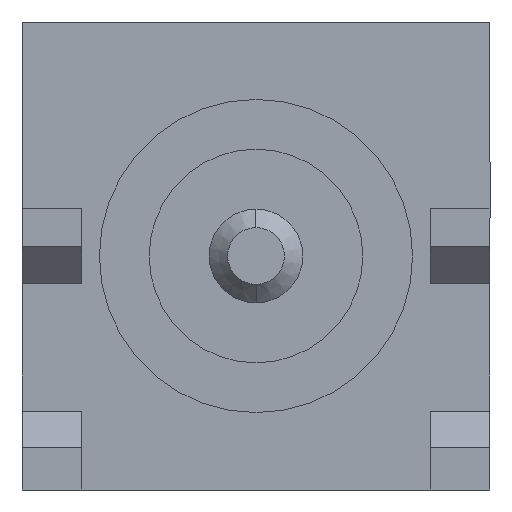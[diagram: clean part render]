
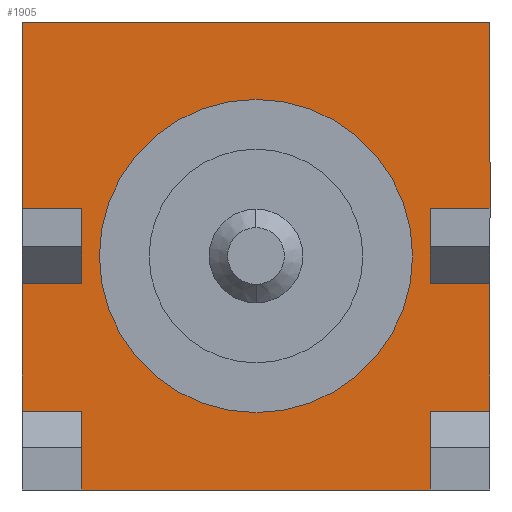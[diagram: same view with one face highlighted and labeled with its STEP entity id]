
A CAD part, front view. The second image highlights one B-rep face of the part: STEP entity #1905.
In plain terms, the highlighted planar face has unit normal (0, -1, 0).
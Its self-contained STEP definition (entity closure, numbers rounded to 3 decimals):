
#285 = DIRECTION ( 'NONE',  ( 0., 0., 1. ) ) ;
#286 = DIRECTION ( 'NONE',  ( 0., 1., 0. ) ) ;
#287 = CARTESIAN_POINT ( 'NONE',  ( 0., 2.08, -6.36 ) ) ;
#288 = AXIS2_PLACEMENT_3D ( 'NONE', #287, #286, #285 ) ;
#289 = CIRCLE ( 'NONE', #288, 2.125 ) ;
#305 = CARTESIAN_POINT ( 'NONE',  ( -2.365, 2.08, -6.735 ) ) ;
#306 = DIRECTION ( 'NONE',  ( 1., 0., 0. ) ) ;
#307 = VECTOR ( 'NONE', #306, 1000. ) ;
#308 = CARTESIAN_POINT ( 'NONE',  ( 3.175, 2.08, -3.185 ) ) ;
#309 = LINE ( 'NONE', #308, #307 ) ;
#310 = DIRECTION ( 'NONE',  ( 0., 0., 1. ) ) ;
#311 = DIRECTION ( 'NONE',  ( 0., 1., 0. ) ) ;
#312 = CARTESIAN_POINT ( 'NONE',  ( 3.175, 2.08, -9.535 ) ) ;
#313 = AXIS2_PLACEMENT_3D ( 'NONE', #312, #311, #310 ) ;
#314 = PLANE ( 'NONE',  #313 ) ;
#315 = FACE_BOUND ( 'NONE', #1733, .T. ) ;
#316 = FACE_OUTER_BOUND ( 'NONE', #1906, .T. ) ;
#321 = DIRECTION ( 'NONE',  ( 0., 0., 1. ) ) ;
#322 = VECTOR ( 'NONE', #321, 1000. ) ;
#323 = CARTESIAN_POINT ( 'NONE',  ( -3.175, 2.08, -3.185 ) ) ;
#324 = LINE ( 'NONE', #323, #322 ) ;
#331 = DIRECTION ( 'NONE',  ( 1., 0., 0. ) ) ;
#332 = VECTOR ( 'NONE', #331, 1000. ) ;
#333 = CARTESIAN_POINT ( 'NONE',  ( -2.365, 2.08, -5.715 ) ) ;
#334 = LINE ( 'NONE', #333, #332 ) ;
#335 = CARTESIAN_POINT ( 'NONE',  ( -2.365, 2.08, -5.715 ) ) ;
#336 = CARTESIAN_POINT ( 'NONE',  ( -3.175, 2.08, -5.715 ) ) ;
#382 = CARTESIAN_POINT ( 'NONE',  ( -2.365, 2.08, -9.535 ) ) ;
#383 = DIRECTION ( 'NONE',  ( 0., 0., -1. ) ) ;
#384 = VECTOR ( 'NONE', #383, 1000. ) ;
#385 = CARTESIAN_POINT ( 'NONE',  ( -2.365, 2.08, -8.465 ) ) ;
#386 = LINE ( 'NONE', #385, #384 ) ;
#387 = CARTESIAN_POINT ( 'NONE',  ( -2.365, 2.08, -8.465 ) ) ;
#388 = CARTESIAN_POINT ( 'NONE',  ( -3.175, 2.08, -8.465 ) ) ;
#389 = DIRECTION ( 'NONE',  ( 1., 0., 0. ) ) ;
#390 = VECTOR ( 'NONE', #389, 1000. ) ;
#391 = CARTESIAN_POINT ( 'NONE',  ( -2.365, 2.08, -8.465 ) ) ;
#392 = LINE ( 'NONE', #391, #390 ) ;
#524 = DIRECTION ( 'NONE',  ( 0., 0., -1. ) ) ;
#525 = VECTOR ( 'NONE', #524, 1000. ) ;
#526 = CARTESIAN_POINT ( 'NONE',  ( -2.365, 2.08, -6.735 ) ) ;
#527 = LINE ( 'NONE', #526, #525 ) ;
#1541 = VERTEX_POINT ( 'NONE', #2661 ) ;
#1546 = VERTEX_POINT ( 'NONE', #2666 ) ;
#1547 = EDGE_CURVE ( 'NONE', #1546, #1541, #2684, .T. ) ;
#1612 = ORIENTED_EDGE ( 'NONE', *, *, #1613, .T. ) ;
#1613 = EDGE_CURVE ( 'NONE', #1635, #1614, #2941, .T. ) ;
#1614 = VERTEX_POINT ( 'NONE', #2937 ) ;
#1615 = ORIENTED_EDGE ( 'NONE', *, *, #1616, .T. ) ;
#1616 = EDGE_CURVE ( 'NONE', #1614, #1617, #2936, .T. ) ;
#1617 = VERTEX_POINT ( 'NONE', #2932 ) ;
#1618 = ORIENTED_EDGE ( 'NONE', *, *, #1619, .F. ) ;
#1619 = EDGE_CURVE ( 'NONE', #1728, #1617, #2931, .T. ) ;
#1620 = ORIENTED_EDGE ( 'NONE', *, *, #1621, .T. ) ;
#1621 = EDGE_CURVE ( 'NONE', #1910, #1730, #2927, .T. ) ;
#1622 = EDGE_CURVE ( 'NONE', #1623, #1919, #2923, .T. ) ;
#1623 = VERTEX_POINT ( 'NONE', #2919 ) ;
#1624 = ORIENTED_EDGE ( 'NONE', *, *, #1625, .T. ) ;
#1625 = EDGE_CURVE ( 'NONE', #1623, #1626, #2918, .T. ) ;
#1626 = VERTEX_POINT ( 'NONE', #2914 ) ;
#1627 = ORIENTED_EDGE ( 'NONE', *, *, #1628, .T. ) ;
#1628 = EDGE_CURVE ( 'NONE', #1626, #1629, #2825, .T. ) ;
#1629 = VERTEX_POINT ( 'NONE', #2821 ) ;
#1630 = ORIENTED_EDGE ( 'NONE', *, *, #1631, .F. ) ;
#1631 = EDGE_CURVE ( 'NONE', #1632, #1629, #2820, .T. ) ;
#1632 = VERTEX_POINT ( 'NONE', #2816 ) ;
#1633 = ORIENTED_EDGE ( 'NONE', *, *, #1634, .T. ) ;
#1634 = EDGE_CURVE ( 'NONE', #1632, #1635, #2815, .T. ) ;
#1635 = VERTEX_POINT ( 'NONE', #2886 ) ;
#1728 = VERTEX_POINT ( 'NONE', #3201 ) ;
#1729 = VERTEX_POINT ( 'NONE', #3197 ) ;
#1730 = VERTEX_POINT ( 'NONE', #3196 ) ;
#1731 = ORIENTED_EDGE ( 'NONE', *, *, #1732, .F. ) ;
#1732 = EDGE_CURVE ( 'NONE', #1915, #1730, #3021, .T. ) ;
#1733 = EDGE_LOOP ( 'NONE', ( #1843, #1846 ) ) ;
#1835 = EDGE_CURVE ( 'NONE', #1541, #1546, #289, .T. ) ;
#1843 = ORIENTED_EDGE ( 'NONE', *, *, #1547, .T. ) ;
#1846 = ORIENTED_EDGE ( 'NONE', *, *, #1835, .T. ) ;
#1892 = VERTEX_POINT ( 'NONE', #336 ) ;
#1893 = ORIENTED_EDGE ( 'NONE', *, *, #1895, .T. ) ;
#1894 = VERTEX_POINT ( 'NONE', #335 ) ;
#1895 = EDGE_CURVE ( 'NONE', #1892, #1894, #334, .T. ) ;
#1902 = ORIENTED_EDGE ( 'NONE', *, *, #1903, .F. ) ;
#1903 = EDGE_CURVE ( 'NONE', #1892, #1729, #324, .T. ) ;
#1905 = ADVANCED_FACE ( 'NONE', ( #316, #315 ), #314, .F. ) ;
#1906 = EDGE_LOOP ( 'NONE', ( #1907, #1917, #2002, #1624, #1627, #1630, #1633, #1612, #1615, #1618, #1908, #1902, #1893, #2008, #1620, #1731 ) ) ;
#1907 = ORIENTED_EDGE ( 'NONE', *, *, #1914, .T. ) ;
#1908 = ORIENTED_EDGE ( 'NONE', *, *, #1909, .F. ) ;
#1909 = EDGE_CURVE ( 'NONE', #1729, #1728, #309, .T. ) ;
#1910 = VERTEX_POINT ( 'NONE', #305 ) ;
#1914 = EDGE_CURVE ( 'NONE', #1915, #1916, #392, .T. ) ;
#1915 = VERTEX_POINT ( 'NONE', #388 ) ;
#1916 = VERTEX_POINT ( 'NONE', #387 ) ;
#1917 = ORIENTED_EDGE ( 'NONE', *, *, #1918, .T. ) ;
#1918 = EDGE_CURVE ( 'NONE', #1916, #1919, #386, .T. ) ;
#1919 = VERTEX_POINT ( 'NONE', #382 ) ;
#2002 = ORIENTED_EDGE ( 'NONE', *, *, #1622, .F. ) ;
#2007 = EDGE_CURVE ( 'NONE', #1894, #1910, #527, .T. ) ;
#2008 = ORIENTED_EDGE ( 'NONE', *, *, #2007, .T. ) ;
#2661 = CARTESIAN_POINT ( 'NONE',  ( 0., 2.08, -4.235 ) ) ;
#2665 = CARTESIAN_POINT ( 'NONE',  ( 0., 2.08, -6.36 ) ) ;
#2666 = CARTESIAN_POINT ( 'NONE',  ( 0., 2.08, -8.485 ) ) ;
#2681 = DIRECTION ( 'NONE',  ( 0., 0., 1. ) ) ;
#2682 = DIRECTION ( 'NONE',  ( 0., 1., 0. ) ) ;
#2683 = AXIS2_PLACEMENT_3D ( 'NONE', #2665, #2682, #2681 ) ;
#2684 = CIRCLE ( 'NONE', #2683, 2.125 ) ;
#2813 = VECTOR ( 'NONE', #2887, 1000. ) ;
#2814 = CARTESIAN_POINT ( 'NONE',  ( 2.365, 2.08, -6.735 ) ) ;
#2815 = LINE ( 'NONE', #2814, #2813 ) ;
#2816 = CARTESIAN_POINT ( 'NONE',  ( 3.175, 2.08, -6.735 ) ) ;
#2817 = DIRECTION ( 'NONE',  ( 0., 0., -1. ) ) ;
#2818 = VECTOR ( 'NONE', #2817, 1000. ) ;
#2819 = CARTESIAN_POINT ( 'NONE',  ( 3.175, 2.08, -3.185 ) ) ;
#2820 = LINE ( 'NONE', #2819, #2818 ) ;
#2821 = CARTESIAN_POINT ( 'NONE',  ( 3.175, 2.08, -8.465 ) ) ;
#2822 = DIRECTION ( 'NONE',  ( 1., 0., 0. ) ) ;
#2823 = VECTOR ( 'NONE', #2822, 1000. ) ;
#2824 = CARTESIAN_POINT ( 'NONE',  ( 2.365, 2.08, -8.465 ) ) ;
#2825 = LINE ( 'NONE', #2824, #2823 ) ;
#2886 = CARTESIAN_POINT ( 'NONE',  ( 2.365, 2.08, -6.735 ) ) ;
#2887 = DIRECTION ( 'NONE',  ( -1., 0., 0. ) ) ;
#2914 = CARTESIAN_POINT ( 'NONE',  ( 2.365, 2.08, -8.465 ) ) ;
#2915 = DIRECTION ( 'NONE',  ( 0., 0., 1. ) ) ;
#2916 = VECTOR ( 'NONE', #2915, 1000. ) ;
#2917 = CARTESIAN_POINT ( 'NONE',  ( 2.365, 2.08, -8.465 ) ) ;
#2918 = LINE ( 'NONE', #2917, #2916 ) ;
#2919 = CARTESIAN_POINT ( 'NONE',  ( 2.365, 2.08, -9.535 ) ) ;
#2920 = DIRECTION ( 'NONE',  ( -1., 0., 0. ) ) ;
#2921 = VECTOR ( 'NONE', #2920, 1000. ) ;
#2922 = CARTESIAN_POINT ( 'NONE',  ( 3.175, 2.08, -9.535 ) ) ;
#2923 = LINE ( 'NONE', #2922, #2921 ) ;
#2924 = DIRECTION ( 'NONE',  ( -1., 0., 0. ) ) ;
#2925 = VECTOR ( 'NONE', #2924, 1000. ) ;
#2926 = CARTESIAN_POINT ( 'NONE',  ( -2.365, 2.08, -6.735 ) ) ;
#2927 = LINE ( 'NONE', #2926, #2925 ) ;
#2928 = DIRECTION ( 'NONE',  ( 0., 0., -1. ) ) ;
#2929 = VECTOR ( 'NONE', #2928, 1000. ) ;
#2930 = CARTESIAN_POINT ( 'NONE',  ( 3.175, 2.08, -3.185 ) ) ;
#2931 = LINE ( 'NONE', #2930, #2929 ) ;
#2932 = CARTESIAN_POINT ( 'NONE',  ( 3.175, 2.08, -5.715 ) ) ;
#2933 = DIRECTION ( 'NONE',  ( 1., 0., 0. ) ) ;
#2934 = VECTOR ( 'NONE', #2933, 1000. ) ;
#2935 = CARTESIAN_POINT ( 'NONE',  ( 2.365, 2.08, -5.715 ) ) ;
#2936 = LINE ( 'NONE', #2935, #2934 ) ;
#2937 = CARTESIAN_POINT ( 'NONE',  ( 2.365, 2.08, -5.715 ) ) ;
#2938 = DIRECTION ( 'NONE',  ( 0., 0., 1. ) ) ;
#2939 = VECTOR ( 'NONE', #2938, 1000. ) ;
#2940 = CARTESIAN_POINT ( 'NONE',  ( 2.365, 2.08, -6.735 ) ) ;
#2941 = LINE ( 'NONE', #2940, #2939 ) ;
#3018 = DIRECTION ( 'NONE',  ( 0., 0., 1. ) ) ;
#3019 = VECTOR ( 'NONE', #3018, 1000. ) ;
#3020 = CARTESIAN_POINT ( 'NONE',  ( -3.175, 2.08, -3.185 ) ) ;
#3021 = LINE ( 'NONE', #3020, #3019 ) ;
#3196 = CARTESIAN_POINT ( 'NONE',  ( -3.175, 2.08, -6.735 ) ) ;
#3197 = CARTESIAN_POINT ( 'NONE',  ( -3.175, 2.08, -3.185 ) ) ;
#3201 = CARTESIAN_POINT ( 'NONE',  ( 3.175, 2.08, -3.185 ) ) ;
